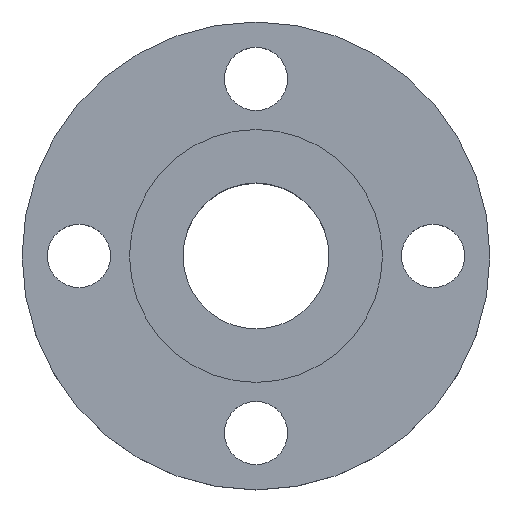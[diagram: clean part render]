
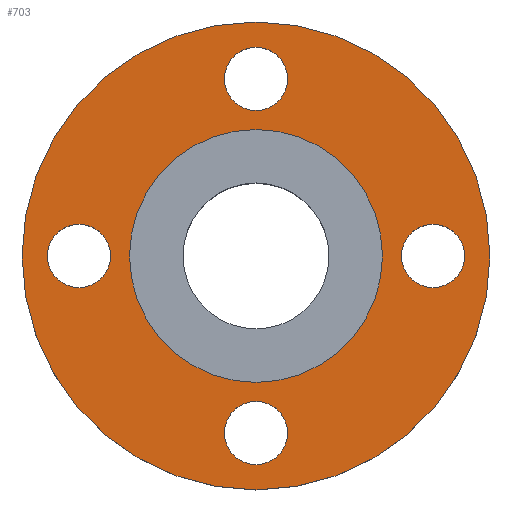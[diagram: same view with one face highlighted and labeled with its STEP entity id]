
A CAD part, top view. The second image highlights one B-rep face of the part: STEP entity #703.
In plain terms, the highlighted planar face has unit normal (0, 0, 1).
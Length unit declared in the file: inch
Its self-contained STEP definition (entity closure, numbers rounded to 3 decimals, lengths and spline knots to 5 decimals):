
#2 = CARTESIAN_POINT ( 'NONE',  ( 0., 0., -0.0625 ) ) ;
#3 = CARTESIAN_POINT ( 'NONE',  ( 1.75, 0., -0.0625 ) ) ;
#5 = CIRCLE ( 'NONE', #316, 2.3125 ) ;
#11 = ORIENTED_EDGE ( 'NONE', *, *, #691, .F. ) ;
#14 = CARTESIAN_POINT ( 'NONE',  ( 1.25, 0., -0.0625 ) ) ;
#15 = EDGE_CURVE ( 'NONE', #399, #192, #536, .T. ) ;
#27 = ORIENTED_EDGE ( 'NONE', *, *, #811, .F. ) ;
#43 = EDGE_CURVE ( 'NONE', #401, #498, #750, .T. ) ;
#48 = AXIS2_PLACEMENT_3D ( 'NONE', #570, #768, #499 ) ;
#67 = FACE_BOUND ( 'NONE', #645, .T. ) ;
#68 = DIRECTION ( 'NONE',  ( 1., 0., 0. ) ) ;
#72 = CARTESIAN_POINT ( 'NONE',  ( 0., -1.75, -0.0625 ) ) ;
#83 = EDGE_CURVE ( 'NONE', #498, #401, #156, .T. ) ;
#86 = CARTESIAN_POINT ( 'NONE',  ( 0., 1.25, -0.0625 ) ) ;
#90 = AXIS2_PLACEMENT_3D ( 'NONE', #206, #603, #68 ) ;
#94 = CARTESIAN_POINT ( 'NONE',  ( -1.25, 0., -0.0625 ) ) ;
#96 = EDGE_CURVE ( 'NONE', #601, #704, #5, .T. ) ;
#112 = CIRCLE ( 'NONE', #594, 0.3125 ) ;
#114 = ORIENTED_EDGE ( 'NONE', *, *, #647, .F. ) ;
#128 = CIRCLE ( 'NONE', #370, 0.3125 ) ;
#132 = DIRECTION ( 'NONE',  ( 0., 0., -1. ) ) ;
#133 = DIRECTION ( 'NONE',  ( 1., 0., 0. ) ) ;
#144 = CARTESIAN_POINT ( 'NONE',  ( 0., -1.75, -0.0625 ) ) ;
#156 = CIRCLE ( 'NONE', #635, 1.25 ) ;
#178 = DIRECTION ( 'NONE',  ( 1., 0., 0. ) ) ;
#192 = VERTEX_POINT ( 'NONE', #788 ) ;
#206 = CARTESIAN_POINT ( 'NONE',  ( 0., 0., -0.0625 ) ) ;
#216 = CIRCLE ( 'NONE', #265, 0.3125 ) ;
#221 = CARTESIAN_POINT ( 'NONE',  ( 0., 0., -0.0625 ) ) ;
#222 = DIRECTION ( 'NONE',  ( 0., 1., 0. ) ) ;
#224 = EDGE_CURVE ( 'NONE', #673, #505, #411, .T. ) ;
#235 = ORIENTED_EDGE ( 'NONE', *, *, #15, .F. ) ;
#240 = DIRECTION ( 'NONE',  ( 0., 0., 1. ) ) ;
#242 = DIRECTION ( 'NONE',  ( 0., 0., 1. ) ) ;
#261 = DIRECTION ( 'NONE',  ( 1., 0., 0. ) ) ;
#265 = AXIS2_PLACEMENT_3D ( 'NONE', #840, #240, #178 ) ;
#266 = CARTESIAN_POINT ( 'NONE',  ( -2.3125, 0., -0.0625 ) ) ;
#272 = DIRECTION ( 'NONE',  ( 0., 0., 1. ) ) ;
#276 = ORIENTED_EDGE ( 'NONE', *, *, #83, .F. ) ;
#294 = CIRCLE ( 'NONE', #396, 0.3125 ) ;
#304 = CARTESIAN_POINT ( 'NONE',  ( 2.3125, 0., -0.0625 ) ) ;
#316 = AXIS2_PLACEMENT_3D ( 'NONE', #519, #793, #133 ) ;
#321 = VERTEX_POINT ( 'NONE', #410 ) ;
#322 = DIRECTION ( 'NONE',  ( 0., 0., 1. ) ) ;
#326 = DIRECTION ( 'NONE',  ( -1., 0., 0. ) ) ;
#331 = CIRCLE ( 'NONE', #48, 0.3125 ) ;
#333 = DIRECTION ( 'NONE',  ( 0., 1., 0. ) ) ;
#334 = VERTEX_POINT ( 'NONE', #593 ) ;
#338 = ORIENTED_EDGE ( 'NONE', *, *, #712, .F. ) ;
#342 = PLANE ( 'NONE',  #539 ) ;
#352 = EDGE_LOOP ( 'NONE', ( #11, #782 ) ) ;
#353 = CARTESIAN_POINT ( 'NONE',  ( -2.0625, 0., -0.0625 ) ) ;
#361 = CARTESIAN_POINT ( 'NONE',  ( 0., 1.75, -0.0625 ) ) ;
#365 = CARTESIAN_POINT ( 'NONE',  ( 2.0625, 0., -0.0625 ) ) ;
#370 = AXIS2_PLACEMENT_3D ( 'NONE', #144, #726, #333 ) ;
#391 = FACE_OUTER_BOUND ( 'NONE', #460, .T. ) ;
#396 = AXIS2_PLACEMENT_3D ( 'NONE', #457, #461, #533 ) ;
#399 = VERTEX_POINT ( 'NONE', #600 ) ;
#401 = VERTEX_POINT ( 'NONE', #14 ) ;
#410 = CARTESIAN_POINT ( 'NONE',  ( -0.3125, 1.75, -0.0625 ) ) ;
#411 = CIRCLE ( 'NONE', #752, 0.3125 ) ;
#412 = CIRCLE ( 'NONE', #753, 0.3125 ) ;
#457 = CARTESIAN_POINT ( 'NONE',  ( 1.75, 0., -0.0625 ) ) ;
#460 = EDGE_LOOP ( 'NONE', ( #606, #735 ) ) ;
#461 = DIRECTION ( 'NONE',  ( 0., 0., 1. ) ) ;
#474 = DIRECTION ( 'NONE',  ( 1., 0., 0. ) ) ;
#496 = DIRECTION ( 'NONE',  ( 0., -1., 0. ) ) ;
#498 = VERTEX_POINT ( 'NONE', #94 ) ;
#499 = DIRECTION ( 'NONE',  ( 1., 0., 0. ) ) ;
#504 = EDGE_CURVE ( 'NONE', #797, #321, #412, .T. ) ;
#505 = VERTEX_POINT ( 'NONE', #365 ) ;
#508 = DIRECTION ( 'NONE',  ( -1., 0., 0. ) ) ;
#519 = CARTESIAN_POINT ( 'NONE',  ( 0., 0., -0.0625 ) ) ;
#533 = DIRECTION ( 'NONE',  ( -1., 0., 0. ) ) ;
#536 = CIRCLE ( 'NONE', #610, 0.3125 ) ;
#539 = AXIS2_PLACEMENT_3D ( 'NONE', #86, #132, #326 ) ;
#570 = CARTESIAN_POINT ( 'NONE',  ( -1.75, 0., -0.0625 ) ) ;
#582 = DIRECTION ( 'NONE',  ( 0., -1., 0. ) ) ;
#591 = ORIENTED_EDGE ( 'NONE', *, *, #504, .F. ) ;
#593 = CARTESIAN_POINT ( 'NONE',  ( -1.4375, 0., -0.0625 ) ) ;
#594 = AXIS2_PLACEMENT_3D ( 'NONE', #845, #242, #582 ) ;
#599 = EDGE_CURVE ( 'NONE', #857, #334, #331, .T. ) ;
#600 = CARTESIAN_POINT ( 'NONE',  ( -0.3125, -1.75, -0.0625 ) ) ;
#601 = VERTEX_POINT ( 'NONE', #304 ) ;
#602 = FACE_BOUND ( 'NONE', #767, .T. ) ;
#603 = DIRECTION ( 'NONE',  ( 0., 0., 1. ) ) ;
#606 = ORIENTED_EDGE ( 'NONE', *, *, #96, .T. ) ;
#610 = AXIS2_PLACEMENT_3D ( 'NONE', #72, #272, #222 ) ;
#635 = AXIS2_PLACEMENT_3D ( 'NONE', #2, #731, #261 ) ;
#645 = EDGE_LOOP ( 'NONE', ( #662, #276 ) ) ;
#647 = EDGE_CURVE ( 'NONE', #321, #797, #112, .T. ) ;
#662 = ORIENTED_EDGE ( 'NONE', *, *, #43, .F. ) ;
#665 = EDGE_LOOP ( 'NONE', ( #338, #235 ) ) ;
#673 = VERTEX_POINT ( 'NONE', #855 ) ;
#679 = FACE_BOUND ( 'NONE', #665, .T. ) ;
#691 = EDGE_CURVE ( 'NONE', #334, #857, #216, .T. ) ;
#697 = CIRCLE ( 'NONE', #777, 2.3125 ) ;
#703 = ADVANCED_FACE ( 'NONE', ( #602, #806, #679, #734, #67, #391 ), #342, .F. ) ;
#704 = VERTEX_POINT ( 'NONE', #266 ) ;
#712 = EDGE_CURVE ( 'NONE', #192, #399, #128, .T. ) ;
#726 = DIRECTION ( 'NONE',  ( 0., 0., 1. ) ) ;
#731 = DIRECTION ( 'NONE',  ( 0., 0., 1. ) ) ;
#734 = FACE_BOUND ( 'NONE', #352, .T. ) ;
#735 = ORIENTED_EDGE ( 'NONE', *, *, #774, .T. ) ;
#750 = CIRCLE ( 'NONE', #90, 1.25 ) ;
#752 = AXIS2_PLACEMENT_3D ( 'NONE', #3, #850, #508 ) ;
#753 = AXIS2_PLACEMENT_3D ( 'NONE', #361, #765, #496 ) ;
#765 = DIRECTION ( 'NONE',  ( 0., 0., 1. ) ) ;
#767 = EDGE_LOOP ( 'NONE', ( #591, #114 ) ) ;
#768 = DIRECTION ( 'NONE',  ( 0., 0., 1. ) ) ;
#774 = EDGE_CURVE ( 'NONE', #704, #601, #697, .T. ) ;
#777 = AXIS2_PLACEMENT_3D ( 'NONE', #221, #322, #474 ) ;
#782 = ORIENTED_EDGE ( 'NONE', *, *, #599, .F. ) ;
#788 = CARTESIAN_POINT ( 'NONE',  ( 0.3125, -1.75, -0.0625 ) ) ;
#793 = DIRECTION ( 'NONE',  ( 0., 0., 1. ) ) ;
#797 = VERTEX_POINT ( 'NONE', #798 ) ;
#798 = CARTESIAN_POINT ( 'NONE',  ( 0.3125, 1.75, -0.0625 ) ) ;
#806 = FACE_BOUND ( 'NONE', #847, .T. ) ;
#811 = EDGE_CURVE ( 'NONE', #505, #673, #294, .T. ) ;
#840 = CARTESIAN_POINT ( 'NONE',  ( -1.75, 0., -0.0625 ) ) ;
#845 = CARTESIAN_POINT ( 'NONE',  ( 0., 1.75, -0.0625 ) ) ;
#847 = EDGE_LOOP ( 'NONE', ( #27, #852 ) ) ;
#850 = DIRECTION ( 'NONE',  ( 0., 0., 1. ) ) ;
#852 = ORIENTED_EDGE ( 'NONE', *, *, #224, .F. ) ;
#855 = CARTESIAN_POINT ( 'NONE',  ( 1.4375, 0., -0.0625 ) ) ;
#857 = VERTEX_POINT ( 'NONE', #353 ) ;
